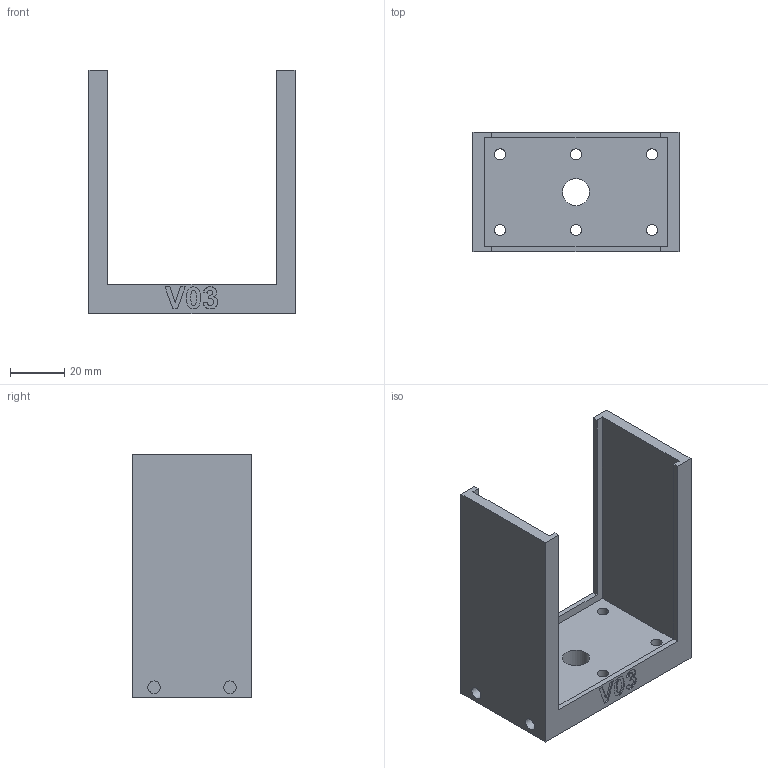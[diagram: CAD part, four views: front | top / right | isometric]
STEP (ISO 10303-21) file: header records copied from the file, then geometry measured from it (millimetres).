
FILE_DESCRIPTION(/* description */ ('','CAx-IF Rec.Pracs.---Representation and Presentation of Product Manufacturing Information (PMI)---4.0---2014-10-13'),/* implementation_level */ '2;1');
FILE_NAME(/* name */ 'KaiserStandBracket v14.step',/* time_stamp */ '2025-03-07T08:58:53+01:00',/* author */ (''),/* organization */ (''),/* preprocessor_version */ 'ST-DEVELOPER v20',/* originating_system */ 'Autodesk Translation Framework v13.20.0.188',/* authorisation */ '');
FILE_SCHEMA (('AP242_MANAGED_MODEL_BASED_3D_ENGINEERING_MIM_LF { 1 0 10303 442 1 1 4 }'));
Length unit declared in the file: millimetre
Products named in the file (1): KaiserStandBracket
Bounding box: 76 x 44 x 90 mm (x, y, z)
Volume: 57801.3 mm3; surface area: 28095.9 mm2
Topology: 1 solids, 1 shells, 263 faces, 723 edges, 482 vertices
Faces by surface type: bspline 192, plane 60, cylinder 11
Full cylindrical faces by diameter (mm): 4.1 x6, 4.6 x4, 10 x1
Entity records: 10180 total; most frequent: CARTESIAN_POINT 4733, ORIENTED_EDGE 1446, EDGE_CURVE 723, DIRECTION 505, VERTEX_POINT 482, B_SPLINE_CURVE_WITH_KNOTS 384, LINE 317, VECTOR 317
